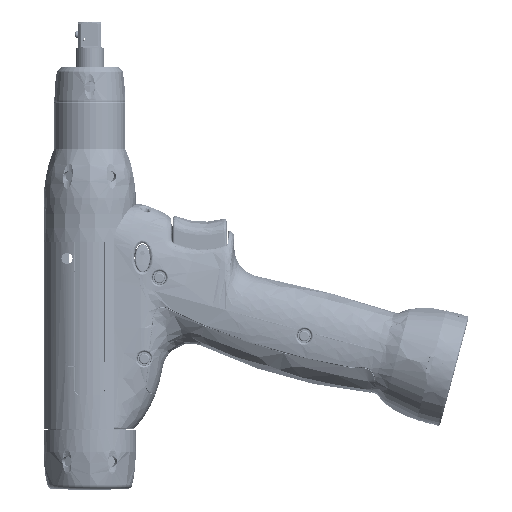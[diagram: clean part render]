
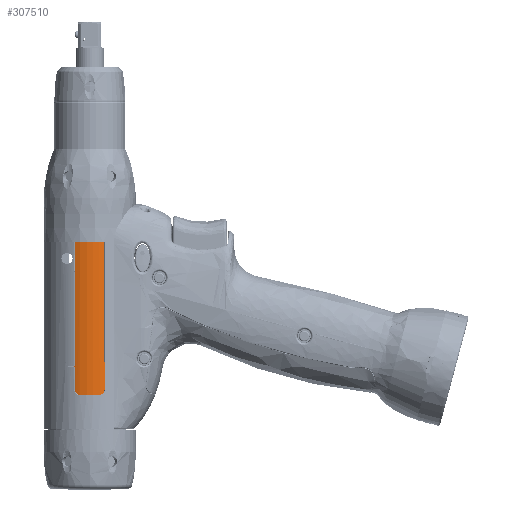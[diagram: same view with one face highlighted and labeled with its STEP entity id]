
A CAD part, left-side view. The second image highlights one B-rep face of the part: STEP entity #307510.
In plain terms, the highlighted cylindrical face has radius 18 mm (diameter 36 mm), a partial arc.
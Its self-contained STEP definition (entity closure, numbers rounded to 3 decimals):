
#307259=CARTESIAN_POINT('',(-6.6,18.,80.));
#307260=DIRECTION('',(0.,0.,-1.));
#307261=DIRECTION('',(0.367,-0.93,0.));
#307262=AXIS2_PLACEMENT_3D('',#307259,#307260,#307261);
#307339=DIRECTION('',(0.,0.,1.));
#307340=VECTOR('',#307339,63.5);
#307341=CARTESIAN_POINT('',(-13.2,1.254,16.5));
#307342=LINE('',#307341,#307340);
#307346=DIRECTION('',(0.,0.,-1.));
#307347=VECTOR('',#307346,63.5);
#307348=CARTESIAN_POINT('',(0.,1.254,80.));
#307349=LINE('',#307348,#307347);
#307353=CARTESIAN_POINT('',(-2.5,0.473,14.));
#307354=CARTESIAN_POINT('',(-2.331,0.513,14.));
#307355=CARTESIAN_POINT('',(-2.002,0.595,
14.033));
#307356=CARTESIAN_POINT('',(-1.523,0.729,
14.181));
#307357=CARTESIAN_POINT('',(-1.087,0.863,
14.418));
#307358=CARTESIAN_POINT('',(-0.71,0.99,
14.732));
#307359=CARTESIAN_POINT('',(-0.403,1.099,
15.11));
#307360=CARTESIAN_POINT('',(-0.176,1.185,15.538));
#307361=CARTESIAN_POINT('',(-0.033,1.241,
16.008));
#307362=CARTESIAN_POINT('',(0.,1.254,
16.333));
#307363=CARTESIAN_POINT('',(0.,1.254,
16.5));
#307368=CARTESIAN_POINT('',(-6.6,18.,14.));
#307369=DIRECTION('',(0.,0.,-1.));
#307370=DIRECTION('',(0.228,-0.974,0.));
#307371=AXIS2_PLACEMENT_3D('',#307368,#307369,#307370);
#307376=CARTESIAN_POINT('',(-13.2,1.254,16.5));
#307377=CARTESIAN_POINT('',(-13.2,1.254,16.333));
#307378=CARTESIAN_POINT('',(-13.167,1.241,
16.006));
#307379=CARTESIAN_POINT('',(-13.024,1.185,
15.535));
#307380=CARTESIAN_POINT('',(-12.795,1.099,
15.108));
#307381=CARTESIAN_POINT('',(-12.488,0.989,
14.73));
#307382=CARTESIAN_POINT('',(-12.111,0.863,
14.417));
#307383=CARTESIAN_POINT('',(-11.676,0.728,
14.181));
#307384=CARTESIAN_POINT('',(-11.197,0.595,
14.033));
#307385=CARTESIAN_POINT('',(-10.869,0.513,14.));
#307386=CARTESIAN_POINT('',(-10.7,0.473,14.));
#307412=CARTESIAN_POINT('',(-13.2,1.254,16.5));
#307413=CARTESIAN_POINT('',(-13.2,1.254,80.));
#307414=VERTEX_POINT('',#307412);
#307415=VERTEX_POINT('',#307413);
#307417=CARTESIAN_POINT('',(0.,1.254,80.));
#307419=VERTEX_POINT('',#307417);
#307422=CARTESIAN_POINT('',(0.,1.254,
16.5));
#307423=VERTEX_POINT('',#307422);
#307429=VERTEX_POINT('',#307353);
#307430=VERTEX_POINT('',#307386);
#307494=CARTESIAN_POINT('',(-6.6,18.,0.));
#307495=DIRECTION('',(0.,0.,-1.));
#307496=DIRECTION('',(1.,0.,0.));
#307497=AXIS2_PLACEMENT_3D('',#307494,#307495,#307496);
#307498=CYLINDRICAL_SURFACE('',#307497,18.);
#307499=ORIENTED_EDGE('',*,*,#307485,.T.);
#307500=ORIENTED_EDGE('',*,*,#307438,.F.);
#307501=ORIENTED_EDGE('',*,*,#307457,.T.);
#307503=ORIENTED_EDGE('',*,*,#307502,.F.);
#307505=ORIENTED_EDGE('',*,*,#307504,.T.);
#307507=ORIENTED_EDGE('',*,*,#307506,.F.);
#307508=EDGE_LOOP('',(#307499,#307500,#307501,#307503,#307505,#307507));
#307509=FACE_OUTER_BOUND('',#307508,.F.);
#307510=ADVANCED_FACE('',(#307509),#307498,.T.);
#307263=CIRCLE('',#307262,18.);
#307364=B_SPLINE_CURVE_WITH_KNOTS('',3,(#307353,#307354,#307355,#307356,#307357,
#307358,#307359,#307360,#307361,#307362,#307363),.UNSPECIFIED.,.F.,.F.,(4,1,1,1,
1,1,1,1,4),(0.,0.125,0.25,0.375,0.5,0.625,0.75,0.875,1.),
.UNSPECIFIED.);
#307372=CIRCLE('',#307371,18.);
#307387=B_SPLINE_CURVE_WITH_KNOTS('',3,(#307376,#307377,#307378,#307379,#307380,
#307381,#307382,#307383,#307384,#307385,#307386),.UNSPECIFIED.,.F.,.F.,(4,1,1,1,
1,1,1,1,4),(0.,0.125,0.25,0.375,0.5,0.625,0.75,0.875,1.),
.UNSPECIFIED.);
#307438=EDGE_CURVE('',#307419,#307415,#307263,.T.);
#307457=EDGE_CURVE('',#307419,#307423,#307349,.T.);
#307485=EDGE_CURVE('',#307414,#307415,#307342,.T.);
#307502=EDGE_CURVE('',#307429,#307423,#307364,.T.);
#307504=EDGE_CURVE('',#307429,#307430,#307372,.T.);
#307506=EDGE_CURVE('',#307414,#307430,#307387,.T.);
